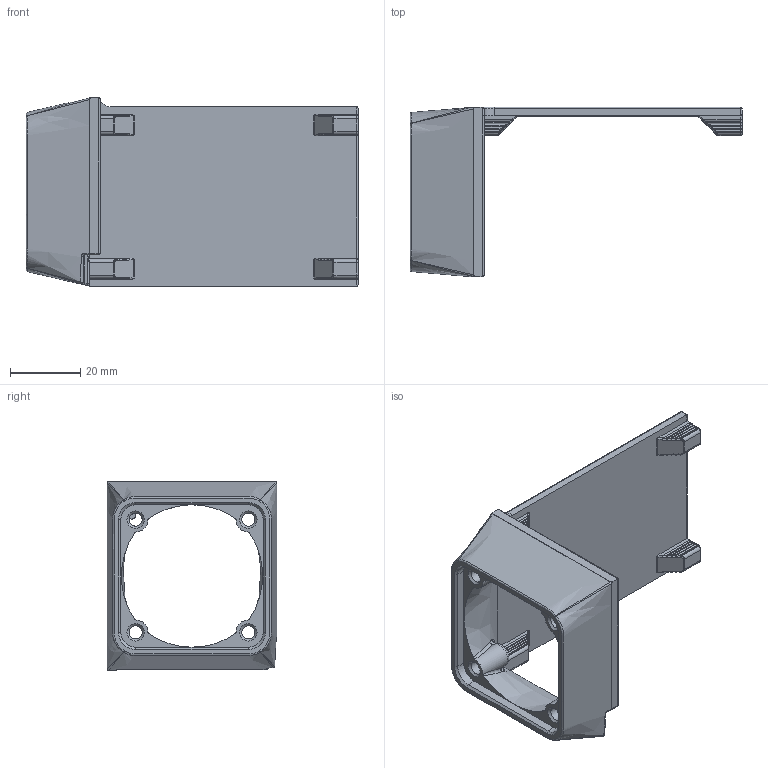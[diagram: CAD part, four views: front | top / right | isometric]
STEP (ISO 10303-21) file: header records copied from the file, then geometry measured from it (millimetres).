
FILE_DESCRIPTION(/* description */ (''),/* implementation_level */ '2;1');
FILE_NAME(/* name */ 'Fan Shroud.step',/* time_stamp */ '2022-04-23T11:10:13-05:00',/* author */ (''),/* organization */ (''),/* preprocessor_version */ 'ST-DEVELOPER v18.1',/* originating_system */ 'Autodesk Translation Framework v10.14.0.1471',/* authorisation */ '');
FILE_SCHEMA (('AUTOMOTIVE_DESIGN { 1 0 10303 214 3 1 1 }'));
Length unit declared in the file: millimetre
Products named in the file (1): Fan Shroud
Bounding box: 94.2 x 48.1 x 53.4 mm (x, y, z)
Volume: 25162.8 mm3; surface area: 17029.9 mm2
Topology: 1 solids, 1 shells, 461 faces, 1169 edges, 659 vertices
Faces by surface type: bspline 224, cylinder 138, plane 53, torus 29, cone 9, sphere 8
Full cylindrical faces by diameter (mm): 3.7 x4
Entity records: 22755 total; most frequent: CARTESIAN_POINT 13239, ORIENTED_EDGE 2238, DIRECTION 1575, EDGE_CURVE 1119, AXIS2_PLACEMENT_3D 663, VERTEX_POINT 659, EDGE_LOOP 470, FACE_OUTER_BOUND 461
